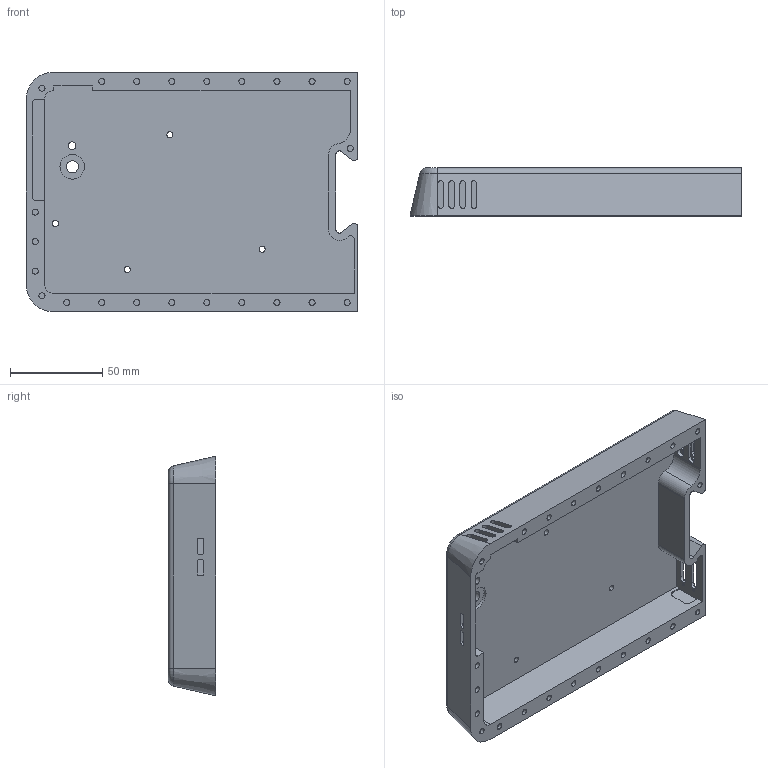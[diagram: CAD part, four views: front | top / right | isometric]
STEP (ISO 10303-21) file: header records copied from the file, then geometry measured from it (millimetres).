
FILE_DESCRIPTION (( 'STEP AP214' ), '1' );
FILE_NAME ('Baseplate_L.STEP', '2025-08-16T14:29:26', ( '' ), ( '' ), 'SwSTEP 2.0', 'SolidWorks 2024', '' );
FILE_SCHEMA (( 'AUTOMOTIVE_DESIGN' ));
Length unit declared in the file: millimetre
Products named in the file (1): Baseplate_L
Bounding box: 180 x 26 x 130 mm (x, y, z)
Volume: 190497 mm3; surface area: 73883.1 mm2
Topology: 1 solids, 1 shells, 624 faces, 1752 edges, 1166 vertices
Faces by surface type: plane 309, cylinder 307, torus 6, cone 2
Entity records: 20546 total; most frequent: DIRECTION 3745, CARTESIAN_POINT 3591, ORIENTED_EDGE 3504, EDGE_CURVE 1752, AXIS2_PLACEMENT_3D 1384, VERTEX_POINT 1166, LINE 977, VECTOR 977
